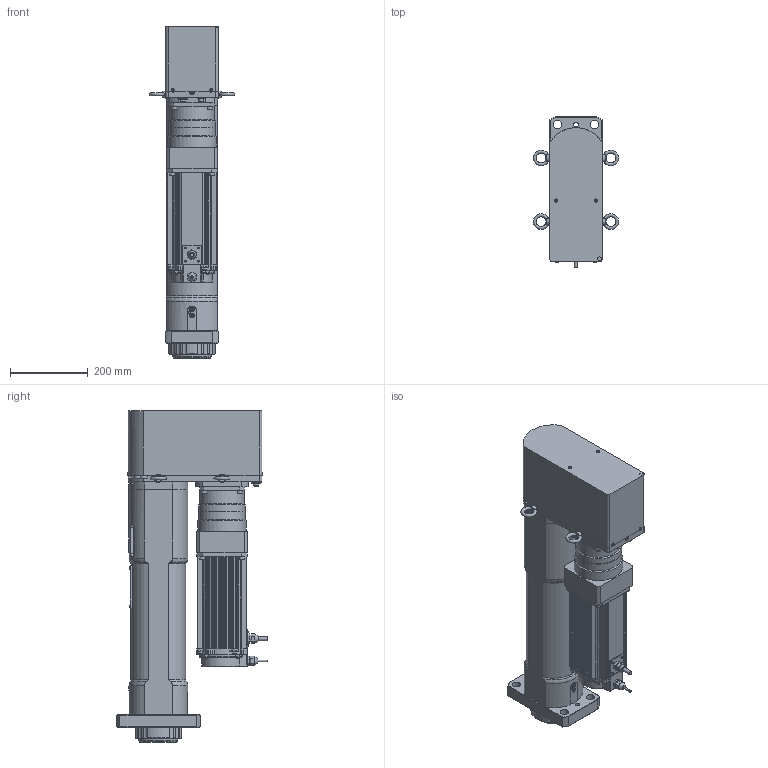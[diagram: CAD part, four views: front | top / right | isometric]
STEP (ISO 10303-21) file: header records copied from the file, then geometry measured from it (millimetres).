
FILE_DESCRIPTION(/* description */ (''),/* implementation_level */ '2;1');
FILE_NAME(/* name */ 'DPS-102R5-20FB(DS-P001+E)_20220830.stp',/* time_stamp */ '2022-08-30T14:08:18+09:00',/* author */ ('y-mizuno'),/* organization */ (''),/* preprocessor_version */ 'ST-DEVELOPER v18.1',/* originating_system */ 'Autodesk Inventor 2021',/* authorisation */ '');
FILE_SCHEMA (('AUTOMOTIVE_DESIGN { 1 0 10303 214 3 1 1 }'));
Products named in the file (1): DPS-102R5-20FB(DS-P001+E)_20220830
Bounding box: 220.7 x 388.51 x 856.5 mm (x, y, z)
Volume: 25404917.1 mm3; surface area: 1100080.5 mm2
Topology: 1 solids, 34 shells, 1874 faces, 4799 edges, 3075 vertices
Faces by surface type: plane 1170, cylinder 450, cone 150, torus 79, sphere 15, bspline 10
Full cylindrical faces by diameter (mm): 0.75 x1, 2.459 x2, 3 x5, 3.1 x1, 3.242 x2, 4 x9, 4.5 x2, 4.917 x2, 5 x4, 6 x5, 6.647 x8, 8 x13, 8.5 x4, 10 x6, 10.106 x6, 10.6 x2, 11 x7, 12 x9, 12.7 x1, 13 x12, 14 x13, 16 x2, 16.5 x1, 18 x21, 20 x12, 21 x4, 22 x4, 24 x1, 30 x1, 38 x1
Entity records: 60128 total; most frequent: CARTESIAN_POINT 12945, ORIENTED_EDGE 9494, DIRECTION 9410, EDGE_CURVE 4747, AXIS2_PLACEMENT_3D 3361, VERTEX_POINT 3073, LINE 2688, VECTOR 2688
